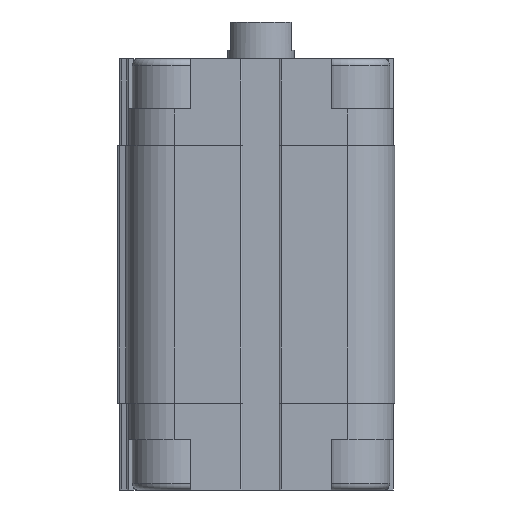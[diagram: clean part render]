
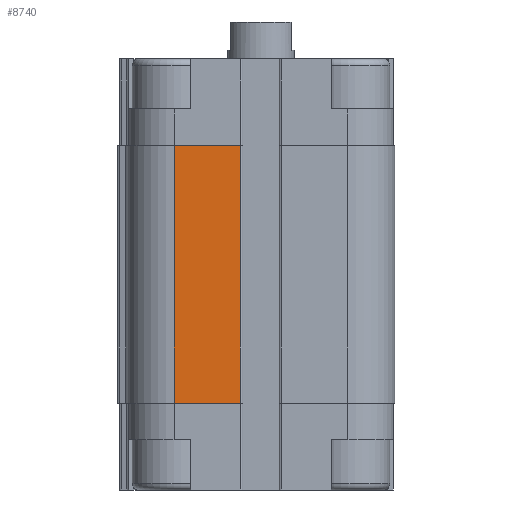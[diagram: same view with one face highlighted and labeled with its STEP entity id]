
A CAD part, left-side view. The second image highlights one B-rep face of the part: STEP entity #8740.
In plain terms, the highlighted face is planar.
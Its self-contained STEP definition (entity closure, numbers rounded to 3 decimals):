
#361=LINE('',#13783,#1163);
#362=LINE('',#13785,#1164);
#363=LINE('',#13787,#1165);
#364=LINE('',#13789,#1166);
#1163=VECTOR('',#10817,1000.);
#1164=VECTOR('',#10820,1000.);
#1165=VECTOR('',#10821,1000.);
#1166=VECTOR('',#10822,1000.);
#1726=PLANE('',#9422);
#3109=ORIENTED_EDGE('',*,*,#5444,.F.);
#3110=ORIENTED_EDGE('',*,*,#5443,.F.);
#3111=ORIENTED_EDGE('',*,*,#5445,.T.);
#3112=ORIENTED_EDGE('',*,*,#5446,.T.);
#5443=EDGE_CURVE('',#6611,#6610,#361,.T.);
#5444=EDGE_CURVE('',#6610,#6612,#362,.T.);
#5445=EDGE_CURVE('',#6611,#6613,#363,.T.);
#5446=EDGE_CURVE('',#6613,#6612,#364,.T.);
#6610=VERTEX_POINT('',#13780);
#6611=VERTEX_POINT('',#13782);
#6612=VERTEX_POINT('',#13786);
#6613=VERTEX_POINT('',#13788);
#7480=EDGE_LOOP('',(#3109,#3110,#3111,#3112));
#8104=FACE_BOUND('',#7480,.T.);
#8740=ADVANCED_FACE('',(#8104),#1726,.T.);
#9422=AXIS2_PLACEMENT_3D('',#13784,#10818,#10819);
#10817=DIRECTION('',(0.,0.,1.));
#10818=DIRECTION('',(1.,0.,0.));
#10819=DIRECTION('',(0.,0.,-1.));
#10820=DIRECTION('',(0.,1.,0.));
#10821=DIRECTION('',(0.,1.,0.));
#10822=DIRECTION('',(0.,0.,1.));
#13780=CARTESIAN_POINT('',(20.,-13.,-13.));
#13782=CARTESIAN_POINT('',(20.,-13.,-51.5));
#13783=CARTESIAN_POINT('',(20.,-13.,-51.5));
#13784=CARTESIAN_POINT('',(20.,-13.,-51.5));
#13785=CARTESIAN_POINT('',(20.,-13.,-13.));
#13786=CARTESIAN_POINT('',(20.,-3.1,-13.));
#13787=CARTESIAN_POINT('',(20.,-13.,-51.5));
#13788=CARTESIAN_POINT('',(20.,-3.1,-51.5));
#13789=CARTESIAN_POINT('',(20.,-3.1,-51.5));
